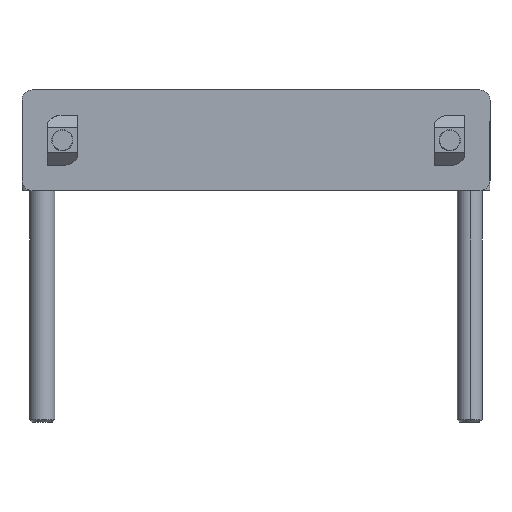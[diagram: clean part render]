
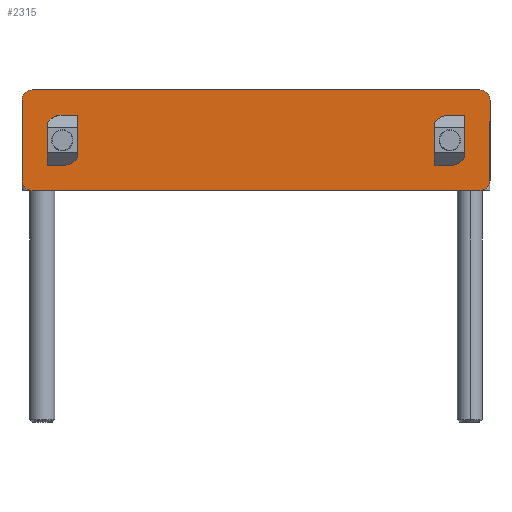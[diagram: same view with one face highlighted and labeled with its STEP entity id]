
A CAD part, front view. The second image highlights one B-rep face of the part: STEP entity #2315.
In plain terms, the highlighted planar face has unit normal (0, -1, 0).
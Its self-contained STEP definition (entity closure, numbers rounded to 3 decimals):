
#113 = CIRCLE ( 'NONE', #3984, 2.65 ) ;
#362 = CARTESIAN_POINT ( 'NONE',  ( 2., 0., -18. ) ) ;
#640 = ORIENTED_EDGE ( 'NONE', *, *, #2706, .F. ) ;
#728 = ORIENTED_EDGE ( 'NONE', *, *, #20513, .F. ) ;
#798 = CARTESIAN_POINT ( 'NONE',  ( 85., 0., -10. ) ) ;
#804 = CARTESIAN_POINT ( 'NONE',  ( 85., 0., -12.65 ) ) ;
#971 = DIRECTION ( 'NONE',  ( 0., -1., 0. ) ) ;
#1544 = DIRECTION ( 'NONE',  ( 0., 0., -1. ) ) ;
#2315 = ADVANCED_FACE ( 'NONE', ( #6317, #6178, #12547 ), #10733, .T. ) ;
#2418 = CARTESIAN_POINT ( 'NONE',  ( 93., 0., -18. ) ) ;
#2504 = ORIENTED_EDGE ( 'NONE', *, *, #2714, .T. ) ;
#2706 = EDGE_CURVE ( 'NONE', #24041, #12646, #10806, .T. ) ;
#2714 = EDGE_CURVE ( 'NONE', #3785, #21948, #11064, .T. ) ;
#2801 = AXIS2_PLACEMENT_3D ( 'NONE', #22454, #8827, #1544 ) ;
#2879 = AXIS2_PLACEMENT_3D ( 'NONE', #19702, #28758, #16982 ) ;
#3071 = DIRECTION ( 'NONE',  ( 0., 1., 0. ) ) ;
#3073 = ORIENTED_EDGE ( 'NONE', *, *, #6493, .F. ) ;
#3444 = EDGE_CURVE ( 'NONE', #14564, #20587, #16005, .T. ) ;
#3785 = VERTEX_POINT ( 'NONE', #29457 ) ;
#3984 = AXIS2_PLACEMENT_3D ( 'NONE', #798, #3071, #19302 ) ;
#4164 = EDGE_LOOP ( 'NONE', ( #640, #21112, #24087, #2504, #3073, #22442, #728, #18521 ) ) ;
#4421 = AXIS2_PLACEMENT_3D ( 'NONE', #10395, #971, #9780 ) ;
#4802 = CARTESIAN_POINT ( 'NONE',  ( 0., 0., 0. ) ) ;
#4895 = VECTOR ( 'NONE', #7089, 1000. ) ;
#5135 = LINE ( 'NONE', #19546, #23474 ) ;
#5409 = EDGE_LOOP ( 'NONE', ( #12235, #10794 ) ) ;
#6178 = FACE_OUTER_BOUND ( 'NONE', #4164, .T. ) ;
#6317 = FACE_BOUND ( 'NONE', #9333, .T. ) ;
#6395 = DIRECTION ( 'NONE',  ( 0., 0., 1. ) ) ;
#6493 = EDGE_CURVE ( 'NONE', #29894, #21948, #5135, .T. ) ;
#6571 = CIRCLE ( 'NONE', #18134, 2. ) ;
#7089 = DIRECTION ( 'NONE',  ( 1., 0., 0. ) ) ;
#7177 = VECTOR ( 'NONE', #6395, 1000. ) ;
#7344 = DIRECTION ( 'NONE',  ( 0., -1., 0. ) ) ;
#7745 = EDGE_CURVE ( 'NONE', #24041, #16650, #6571, .T. ) ;
#7984 = CARTESIAN_POINT ( 'NONE',  ( 91., 0., 0. ) ) ;
#8002 = CARTESIAN_POINT ( 'NONE',  ( 0., 0., 0. ) ) ;
#8626 = CARTESIAN_POINT ( 'NONE',  ( 91., 0., -2. ) ) ;
#8794 = CIRCLE ( 'NONE', #4421, 2. ) ;
#8827 = DIRECTION ( 'NONE',  ( 0., -1., 0. ) ) ;
#9095 = AXIS2_PLACEMENT_3D ( 'NONE', #8002, #17258, #15442 ) ;
#9333 = EDGE_LOOP ( 'NONE', ( #20719, #18114 ) ) ;
#9780 = DIRECTION ( 'NONE',  ( 0., 0., -1. ) ) ;
#9786 = LINE ( 'NONE', #20838, #22105 ) ;
#10395 = CARTESIAN_POINT ( 'NONE',  ( 2., 0., -2. ) ) ;
#10632 = VERTEX_POINT ( 'NONE', #11669 ) ;
#10733 = PLANE ( 'NONE',  #9095 ) ;
#10794 = ORIENTED_EDGE ( 'NONE', *, *, #3444, .T. ) ;
#10806 = LINE ( 'NONE', #25026, #7177 ) ;
#11064 = CIRCLE ( 'NONE', #2801, 2. ) ;
#11151 = CIRCLE ( 'NONE', #2879, 2.65 ) ;
#11473 = CARTESIAN_POINT ( 'NONE',  ( 93., 0., -2. ) ) ;
#11669 = CARTESIAN_POINT ( 'NONE',  ( 2., 0., 0. ) ) ;
#11766 = DIRECTION ( 'NONE',  ( 0., 1., 0. ) ) ;
#12235 = ORIENTED_EDGE ( 'NONE', *, *, #15374, .T. ) ;
#12547 = FACE_BOUND ( 'NONE', #5409, .T. ) ;
#12646 = VERTEX_POINT ( 'NONE', #20251 ) ;
#12808 = EDGE_CURVE ( 'NONE', #3785, #16650, #9786, .T. ) ;
#12921 = CARTESIAN_POINT ( 'NONE',  ( 0., 0., -18. ) ) ;
#13104 = AXIS2_PLACEMENT_3D ( 'NONE', #23258, #11766, #29631 ) ;
#14347 = DIRECTION ( 'NONE',  ( 0., 0., -1. ) ) ;
#14504 = CARTESIAN_POINT ( 'NONE',  ( 8., 0., -12.65 ) ) ;
#14564 = VERTEX_POINT ( 'NONE', #19007 ) ;
#14675 = VERTEX_POINT ( 'NONE', #28357 ) ;
#14735 = DIRECTION ( 'NONE',  ( 0., 0., -1. ) ) ;
#14982 = CARTESIAN_POINT ( 'NONE',  ( 8., 0., -10. ) ) ;
#15276 = DIRECTION ( 'NONE',  ( 0., 1., 0. ) ) ;
#15374 = EDGE_CURVE ( 'NONE', #20587, #14564, #23658, .T. ) ;
#15442 = DIRECTION ( 'NONE',  ( 0., 0., -1. ) ) ;
#15491 = VERTEX_POINT ( 'NONE', #7984 ) ;
#15570 = DIRECTION ( 'NONE',  ( 0., 0., 1. ) ) ;
#15905 = DIRECTION ( 'NONE',  ( 0., -1., 0. ) ) ;
#16005 = CIRCLE ( 'NONE', #13104, 2.65 ) ;
#16650 = VERTEX_POINT ( 'NONE', #26150 ) ;
#16982 = DIRECTION ( 'NONE',  ( 0., 0., 1. ) ) ;
#17258 = DIRECTION ( 'NONE',  ( 0., -1., 0. ) ) ;
#17564 = EDGE_CURVE ( 'NONE', #22238, #14675, #11151, .T. ) ;
#17606 = AXIS2_PLACEMENT_3D ( 'NONE', #8626, #15905, #27073 ) ;
#18114 = ORIENTED_EDGE ( 'NONE', *, *, #27131, .T. ) ;
#18134 = AXIS2_PLACEMENT_3D ( 'NONE', #362, #7344, #14347 ) ;
#18521 = ORIENTED_EDGE ( 'NONE', *, *, #20645, .T. ) ;
#18844 = AXIS2_PLACEMENT_3D ( 'NONE', #14982, #15276, #15570 ) ;
#19007 = CARTESIAN_POINT ( 'NONE',  ( 8., 0., -7.35 ) ) ;
#19302 = DIRECTION ( 'NONE',  ( 0., 0., 1. ) ) ;
#19546 = CARTESIAN_POINT ( 'NONE',  ( 93., 0., 0. ) ) ;
#19702 = CARTESIAN_POINT ( 'NONE',  ( 85., 0., -10. ) ) ;
#20251 = CARTESIAN_POINT ( 'NONE',  ( 0., 0., -2. ) ) ;
#20513 = EDGE_CURVE ( 'NONE', #10632, #15491, #25417, .T. ) ;
#20587 = VERTEX_POINT ( 'NONE', #14504 ) ;
#20645 = EDGE_CURVE ( 'NONE', #10632, #12646, #8794, .T. ) ;
#20719 = ORIENTED_EDGE ( 'NONE', *, *, #17564, .T. ) ;
#20838 = CARTESIAN_POINT ( 'NONE',  ( 0., 0., -20. ) ) ;
#21112 = ORIENTED_EDGE ( 'NONE', *, *, #7745, .T. ) ;
#21948 = VERTEX_POINT ( 'NONE', #2418 ) ;
#22105 = VECTOR ( 'NONE', #27643, 1000. ) ;
#22238 = VERTEX_POINT ( 'NONE', #804 ) ;
#22442 = ORIENTED_EDGE ( 'NONE', *, *, #28277, .T. ) ;
#22454 = CARTESIAN_POINT ( 'NONE',  ( 91., 0., -18. ) ) ;
#22893 = CIRCLE ( 'NONE', #17606, 2. ) ;
#23258 = CARTESIAN_POINT ( 'NONE',  ( 8., 0., -10. ) ) ;
#23474 = VECTOR ( 'NONE', #14735, 1000. ) ;
#23658 = CIRCLE ( 'NONE', #18844, 2.65 ) ;
#24041 = VERTEX_POINT ( 'NONE', #12921 ) ;
#24087 = ORIENTED_EDGE ( 'NONE', *, *, #12808, .F. ) ;
#25026 = CARTESIAN_POINT ( 'NONE',  ( 0., 0., 0. ) ) ;
#25417 = LINE ( 'NONE', #4802, #4895 ) ;
#26150 = CARTESIAN_POINT ( 'NONE',  ( 2., 0., -20. ) ) ;
#27073 = DIRECTION ( 'NONE',  ( 0., 0., -1. ) ) ;
#27131 = EDGE_CURVE ( 'NONE', #14675, #22238, #113, .T. ) ;
#27643 = DIRECTION ( 'NONE',  ( -1., 0., 0. ) ) ;
#28277 = EDGE_CURVE ( 'NONE', #29894, #15491, #22893, .T. ) ;
#28357 = CARTESIAN_POINT ( 'NONE',  ( 85., 0., -7.35 ) ) ;
#28758 = DIRECTION ( 'NONE',  ( 0., 1., 0. ) ) ;
#29457 = CARTESIAN_POINT ( 'NONE',  ( 91., 0., -20. ) ) ;
#29631 = DIRECTION ( 'NONE',  ( 0., 0., 1. ) ) ;
#29894 = VERTEX_POINT ( 'NONE', #11473 ) ;
